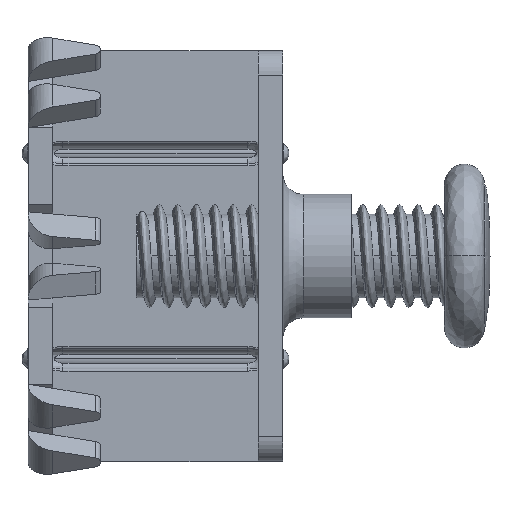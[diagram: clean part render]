
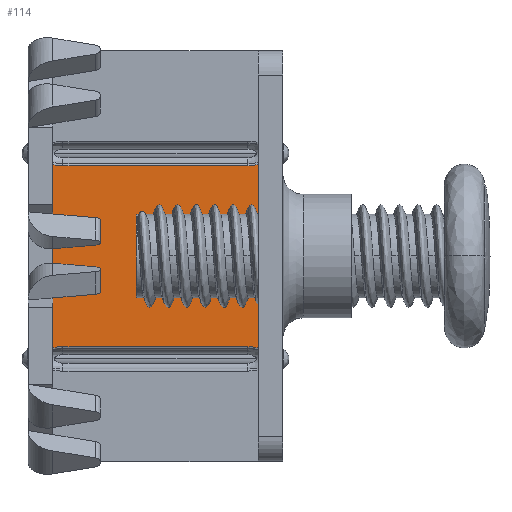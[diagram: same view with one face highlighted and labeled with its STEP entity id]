
A CAD part, top view. The second image highlights one B-rep face of the part: STEP entity #114.
In plain terms, the highlighted planar face has unit normal (0, 0, 1).
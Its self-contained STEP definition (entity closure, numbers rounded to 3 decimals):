
#114=ADVANCED_FACE('',(#356),#3693,.T.);
#356=FACE_OUTER_BOUND('',#599,.T.);
#599=EDGE_LOOP('',(#1164,#1165,#1166,#1167,#1168,#1169,#1170,#1171));
#1164=ORIENTED_EDGE('',*,*,#2328,.T.);
#1165=ORIENTED_EDGE('',*,*,#2203,.F.);
#1166=ORIENTED_EDGE('',*,*,#2343,.T.);
#1167=ORIENTED_EDGE('',*,*,#2178,.F.);
#1168=ORIENTED_EDGE('',*,*,#2307,.F.);
#1169=ORIENTED_EDGE('',*,*,#2166,.T.);
#1170=ORIENTED_EDGE('',*,*,#2292,.F.);
#1171=ORIENTED_EDGE('',*,*,#2179,.T.);
#2166=EDGE_CURVE('',#3443,#3442,#2701,.T.);
#2178=EDGE_CURVE('',#3437,#3479,#2703,.T.);
#2179=EDGE_CURVE('',#3441,#3482,#2704,.T.);
#2203=EDGE_CURVE('',#3484,#3483,#2707,.T.);
#2292=EDGE_CURVE('',#3441,#3442,#3138,.T.);
#2307=EDGE_CURVE('',#3443,#3437,#3147,.T.);
#2328=EDGE_CURVE('',#3482,#3483,#3161,.T.);
#2343=EDGE_CURVE('',#3484,#3479,#3170,.T.);
#2701=B_SPLINE_CURVE_WITH_KNOTS('',1,(#14562,#14563),.UNSPECIFIED.,.F.,
 .F.,(2,2),(0.,9.),.UNSPECIFIED.);
#2703=B_SPLINE_CURVE_WITH_KNOTS('',1,(#14644,#14645),.UNSPECIFIED.,.F.,
 .F.,(2,2),(5.53,14.47),.UNSPECIFIED.);
#2704=B_SPLINE_CURVE_WITH_KNOTS('',1,(#14646,#14647),.UNSPECIFIED.,.F.,
 .F.,(2,2),(5.53,14.47),.UNSPECIFIED.);
#2707=B_SPLINE_CURVE_WITH_KNOTS('',1,(#14784,#14785),.UNSPECIFIED.,.F.,
 .F.,(2,2),(0.,9.),.UNSPECIFIED.);
#3138=(
BOUNDED_CURVE()
B_SPLINE_CURVE(3,(#15166,#15167,#15168,#15169,#15170,#15171,#15172),
 .UNSPECIFIED.,.F.,.F.)
B_SPLINE_CURVE_WITH_KNOTS((4,1,1,1,4),(0.023,0.05,
0.238,0.504,0.529),.UNSPECIFIED.)
CURVE()
GEOMETRIC_REPRESENTATION_ITEM()
RATIONAL_B_SPLINE_CURVE((1.,1.,1.,1.,1.,1.,1.))
REPRESENTATION_ITEM('')
);
#3147=(
BOUNDED_CURVE()
B_SPLINE_CURVE(3,(#15265,#15266,#15267,#15268,#15269,#15270,#15271,#15272,
#15273,#15274,#15275,#15276,#15277),.UNSPECIFIED.,.F.,.F.)
B_SPLINE_CURVE_WITH_KNOTS((4,3,3,3,4),(0.,0.025,
0.291,0.479,0.506),.UNSPECIFIED.)
CURVE()
GEOMETRIC_REPRESENTATION_ITEM()
RATIONAL_B_SPLINE_CURVE((1.,1.,1.,1.,1.,1.,1.,1.,1.,1.,1.,1.,1.))
REPRESENTATION_ITEM('')
);
#3161=(
BOUNDED_CURVE()
B_SPLINE_CURVE(3,(#15380,#15381,#15382,#15383,#15384,#15385,#15386,#15387,
#15388,#15389,#15390,#15391,#15392,#15393,#15394,#15395),.UNSPECIFIED.,
 .F.,.F.)
B_SPLINE_CURVE_WITH_KNOTS((4,3,3,3,3,4),(0.023,0.05,
0.238,0.385,0.504,0.529),
 .UNSPECIFIED.)
CURVE()
GEOMETRIC_REPRESENTATION_ITEM()
RATIONAL_B_SPLINE_CURVE((1.,1.,1.,1.,1.,1.,1.,1.,1.,1.,1.,1.,1.,1.,1.,1.))
REPRESENTATION_ITEM('')
);
#3170=(
BOUNDED_CURVE()
B_SPLINE_CURVE(3,(#15524,#15525,#15526,#15527,#15528,#15529,#15530,#15531,
#15532,#15533,#15534,#15535,#15536,#15537,#15538,#15539),.UNSPECIFIED.,
 .F.,.F.)
B_SPLINE_CURVE_WITH_KNOTS((4,3,3,3,3,4),(0.,0.025,
0.144,0.291,0.479,0.506),
 .UNSPECIFIED.)
CURVE()
GEOMETRIC_REPRESENTATION_ITEM()
RATIONAL_B_SPLINE_CURVE((1.,1.,1.,1.,1.,1.,1.,1.,1.,
1.,1.,1.,1.,
1.,1.,1.))
REPRESENTATION_ITEM('')
);
#3437=VERTEX_POINT('',#12495);
#3441=VERTEX_POINT('',#12499);
#3442=VERTEX_POINT('',#12500);
#3443=VERTEX_POINT('',#12501);
#3479=VERTEX_POINT('',#12537);
#3482=VERTEX_POINT('',#12540);
#3483=VERTEX_POINT('',#12541);
#3484=VERTEX_POINT('',#12542);
#3693=PLANE('',#4081);
#4081=AXIS2_PLACEMENT_3D('',#12271,#4355,$);
#4355=DIRECTION('',(0.,0.,1.));
#12271=CARTESIAN_POINT('',(-9.672,-2.012,1.42));
#12495=CARTESIAN_POINT('',(-8.66,5.53,1.42));
#12499=CARTESIAN_POINT('',(1.34,5.53,1.42));
#12500=CARTESIAN_POINT('',(0.84,5.592,1.42));
#12501=CARTESIAN_POINT('',(-8.16,5.592,1.42));
#12537=CARTESIAN_POINT('',(-8.66,14.47,1.42));
#12540=CARTESIAN_POINT('',(1.34,14.47,1.42));
#12541=CARTESIAN_POINT('',(0.84,14.408,1.42));
#12542=CARTESIAN_POINT('',(-8.16,14.408,1.42));
#14562=CARTESIAN_POINT('',(-8.16,5.592,1.42));
#14563=CARTESIAN_POINT('',(0.84,5.592,1.42));
#14644=CARTESIAN_POINT('',(-8.66,5.53,1.42));
#14645=CARTESIAN_POINT('',(-8.66,14.47,1.42));
#14646=CARTESIAN_POINT('',(1.34,5.53,1.42));
#14647=CARTESIAN_POINT('',(1.34,14.47,1.42));
#14784=CARTESIAN_POINT('',(-8.16,14.408,1.42));
#14785=CARTESIAN_POINT('',(0.84,14.408,1.42));
#15166=CARTESIAN_POINT('',(1.34,5.53,1.42));
#15167=CARTESIAN_POINT('',(1.331,5.533,1.42));
#15168=CARTESIAN_POINT('',(1.263,5.555,1.42));
#15169=CARTESIAN_POINT('',(1.105,5.585,1.42));
#15170=CARTESIAN_POINT('',(0.945,5.591,1.42));
#15171=CARTESIAN_POINT('',(0.848,5.592,1.42));
#15172=CARTESIAN_POINT('',(0.84,5.592,1.42));
#15265=CARTESIAN_POINT('',(-8.16,5.592,1.42));
#15266=CARTESIAN_POINT('',(-8.169,5.592,1.42));
#15267=CARTESIAN_POINT('',(-8.177,5.592,1.42));
#15268=CARTESIAN_POINT('',(-8.185,5.592,1.42));
#15269=CARTESIAN_POINT('',(-8.274,5.591,1.42));
#15270=CARTESIAN_POINT('',(-8.362,5.588,1.42));
#15271=CARTESIAN_POINT('',(-8.45,5.576,1.42));
#15272=CARTESIAN_POINT('',(-8.512,5.569,1.42));
#15273=CARTESIAN_POINT('',(-8.574,5.557,1.42));
#15274=CARTESIAN_POINT('',(-8.634,5.538,1.42));
#15275=CARTESIAN_POINT('',(-8.643,5.536,1.42));
#15276=CARTESIAN_POINT('',(-8.652,5.533,1.42));
#15277=CARTESIAN_POINT('',(-8.66,5.53,1.42));
#15380=CARTESIAN_POINT('',(1.34,14.47,1.42));
#15381=CARTESIAN_POINT('',(1.331,14.467,1.42));
#15382=CARTESIAN_POINT('',(1.323,14.464,1.42));
#15383=CARTESIAN_POINT('',(1.314,14.462,1.42));
#15384=CARTESIAN_POINT('',(1.254,14.443,1.42));
#15385=CARTESIAN_POINT('',(1.192,14.431,1.42));
#15386=CARTESIAN_POINT('',(1.13,14.424,1.42));
#15387=CARTESIAN_POINT('',(1.081,14.417,1.42));
#15388=CARTESIAN_POINT('',(1.032,14.414,1.42));
#15389=CARTESIAN_POINT('',(0.983,14.412,1.42));
#15390=CARTESIAN_POINT('',(0.944,14.41,1.42));
#15391=CARTESIAN_POINT('',(0.905,14.409,1.42));
#15392=CARTESIAN_POINT('',(0.865,14.408,1.42));
#15393=CARTESIAN_POINT('',(0.857,14.408,1.42));
#15394=CARTESIAN_POINT('',(0.848,14.408,1.42));
#15395=CARTESIAN_POINT('',(0.84,14.408,1.42));
#15524=CARTESIAN_POINT('',(-8.16,14.408,1.42));
#15525=CARTESIAN_POINT('',(-8.168,14.408,1.42));
#15526=CARTESIAN_POINT('',(-8.177,14.408,1.42));
#15527=CARTESIAN_POINT('',(-8.185,14.408,1.42));
#15528=CARTESIAN_POINT('',(-8.225,14.409,1.42));
#15529=CARTESIAN_POINT('',(-8.264,14.41,1.42));
#15530=CARTESIAN_POINT('',(-8.304,14.412,1.42));
#15531=CARTESIAN_POINT('',(-8.353,14.414,1.42));
#15532=CARTESIAN_POINT('',(-8.402,14.417,1.42));
#15533=CARTESIAN_POINT('',(-8.45,14.424,1.42));
#15534=CARTESIAN_POINT('',(-8.513,14.431,1.42));
#15535=CARTESIAN_POINT('',(-8.574,14.443,1.42));
#15536=CARTESIAN_POINT('',(-8.634,14.462,1.42));
#15537=CARTESIAN_POINT('',(-8.643,14.464,1.42));
#15538=CARTESIAN_POINT('',(-8.652,14.467,1.42));
#15539=CARTESIAN_POINT('',(-8.66,14.47,1.42));
